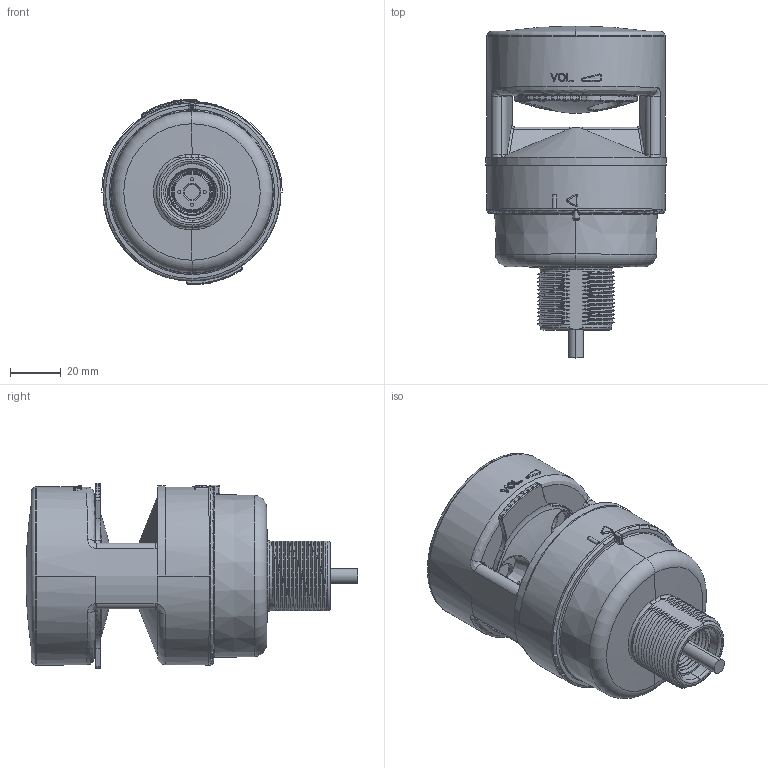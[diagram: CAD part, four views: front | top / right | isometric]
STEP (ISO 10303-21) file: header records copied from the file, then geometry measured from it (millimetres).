
FILE_DESCRIPTION((''),'2;1');
FILE_NAME('183315_ASM','2014-09-05T',('pdmadmin'),(''),'PRO/ENGINEER BY PARAMETRIC TECHNOLOGY CORPORATION, 2013230','PRO/ENGINEER BY PARAMETRIC TECHNOLOGY CORPORATION, 2013230','');
FILE_SCHEMA(('CONFIG_CONTROL_DESIGN'));
Length unit declared in the file: millimetre
Products named in the file (7): 180077; 180306; 180307; 180308; 62676; CABLE_592; 183315_ASM
Assembly tree (6 placements, depth 2):
  183315_ASM
    180077
    180306
    180307
    180308
    62676
    CABLE_592
Bounding box: 71 x 130.51 x 72.99 mm (x, y, z)
Volume: 117504.4 mm3; surface area: 85033.3 mm2
Topology: 6 solids, 7 shells, 1330 faces, 3361 edges, 2082 vertices
Faces by surface type: cylinder 411, bspline 353, plane 274, torus 116, cone 104, sphere 46, extrusion 22, revolution 4
Entity records: 79108 total; most frequent: CARTESIAN_POINT 50056, ORIENTED_EDGE 6706, DIRECTION 5161, EDGE_CURVE 3355, AXIS2_PLACEMENT_3D 2121, VERTEX_POINT 2082, EDGE_LOOP 1398, B_SPLINE_CURVE_WITH_KNOTS 1333
